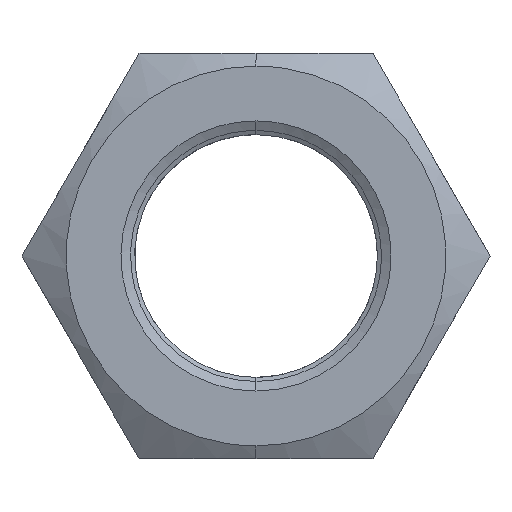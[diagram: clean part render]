
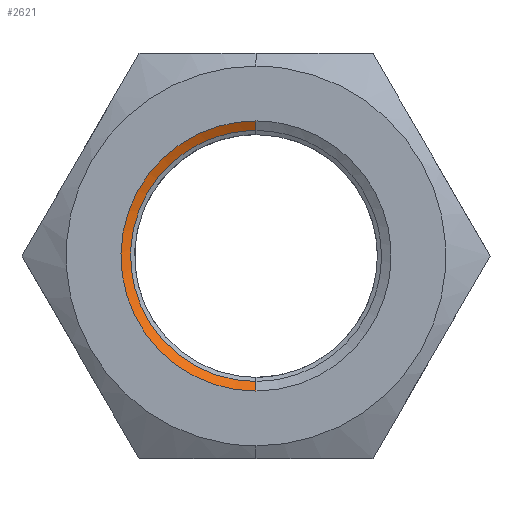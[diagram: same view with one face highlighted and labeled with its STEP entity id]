
A CAD part, left-side view. The second image highlights one B-rep face of the part: STEP entity #2621.
In plain terms, the highlighted free-form (B-spline) face has degree [1, 3] with [2, 4] control points.
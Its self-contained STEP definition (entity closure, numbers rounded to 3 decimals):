
#10 = CARTESIAN_POINT ( 'NONE',  ( 0., 7.19, 3.547 ) ) ;
#25 = CARTESIAN_POINT ( 'NONE',  ( 0., 0., 8. ) ) ;
#61 = CARTESIAN_POINT ( 'NONE',  ( 0.328, 14.863, 7.432 ) ) ;
#190 = EDGE_CURVE ( 'NONE', #3236, #803, #1261, .T. ) ;
#228 = CARTESIAN_POINT ( 'NONE',  ( 0., 0.525, -8. ) ) ;
#297 = CARTESIAN_POINT ( 'NONE',  ( 0., 5.285, -6.028 ) ) ;
#485 = ORIENTED_EDGE ( 'NONE', *, *, #190, .T. ) ;
#537 = VERTEX_POINT ( 'NONE', #3165 ) ;
#575 = CARTESIAN_POINT ( 'NONE',  ( 0., 2.576, -7.592 ) ) ;
#703 = CARTESIAN_POINT ( 'NONE',  ( 0., 6.36, 4.881 ) ) ;
#718 = CARTESIAN_POINT ( 'NONE',  ( 0.328, 0., 7.432 ) ) ;
#750 = CARTESIAN_POINT ( 'NONE',  ( 0., 7.592, 2.576 ) ) ;
#772 = EDGE_LOOP ( 'NONE', ( #2037, #2985, #485, #3923 ) ) ;
#803 = VERTEX_POINT ( 'NONE', #1157 ) ;
#912 = CARTESIAN_POINT ( 'NONE',  ( 0., 3.547, -7.19 ) ) ;
#964 = B_SPLINE_CURVE_WITH_KNOTS ( 'NONE', 1,
 ( #718, #25 ),
 .UNSPECIFIED., .F., .F.,
 ( 2, 2 ),
 ( -1., 0. ),
 .UNSPECIFIED. ) ;
#1157 = CARTESIAN_POINT ( 'NONE',  ( 0.328, 0., 7.432 ) ) ;
#1261 =( BOUNDED_CURVE ( )  B_SPLINE_CURVE ( 3, ( #2118, #3877, #3130, #3517 ),
 .UNSPECIFIED., .F., .T. ) 
 B_SPLINE_CURVE_WITH_KNOTS ( ( 4, 4 ),
 ( -3.142, 0. ),
 .UNSPECIFIED. ) 
 CURVE ( )  GEOMETRIC_REPRESENTATION_ITEM ( )  RATIONAL_B_SPLINE_CURVE ( ( 1., 0.333, 0.333, 1. ) ) 
 REPRESENTATION_ITEM ( '' )  );
#1360 = EDGE_CURVE ( 'NONE', #537, #3236, #1411, .T. ) ;
#1385 = CARTESIAN_POINT ( 'NONE',  ( 0., 5.285, 6.028 ) ) ;
#1409 = CARTESIAN_POINT ( 'NONE',  ( 0., 4.008, 6.944 ) ) ;
#1411 = B_SPLINE_CURVE_WITH_KNOTS ( 'NONE', 1,
 ( #2894, #3603 ),
 .UNSPECIFIED., .F., .F.,
 ( 2, 2 ),
 ( -1., 0. ),
 .UNSPECIFIED. ) ;
#1457 = CARTESIAN_POINT ( 'NONE',  ( 0., 7.592, -2.576 ) ) ;
#1463 = CARTESIAN_POINT ( 'NONE',  ( 0.328, 14.863, -7.432 ) ) ;
#1626 = CARTESIAN_POINT ( 'NONE',  ( 0., 6.944, -4.008 ) ) ;
#1714 = CARTESIAN_POINT ( 'NONE',  ( 0., 7.949, -1.046 ) ) ;
#1825 = VERTEX_POINT ( 'NONE', #2933 ) ;
#2035 =( BOUNDED_SURFACE ( )  B_SPLINE_SURFACE ( 1, 3, ( 
 ( #3210, #61, #1463, #2866 ),
 ( #4369, #2590, #2962, #3984 ) ),
 .UNSPECIFIED., .F., .F., .F. ) 
 B_SPLINE_SURFACE_WITH_KNOTS ( ( 2, 2 ),
 ( 4, 4 ),
 ( 0., 1. ),
 ( 0., 1. ),
 .UNSPECIFIED. ) 
 GEOMETRIC_REPRESENTATION_ITEM ( )  RATIONAL_B_SPLINE_SURFACE ( (
 ( 1., 0.333, 0.333, 1.),
 ( 1., 0.333, 0.333, 1.) ) ) 
 REPRESENTATION_ITEM ( '' )  SURFACE ( )  );
#2037 = ORIENTED_EDGE ( 'NONE', *, *, #2900, .F. ) ;
#2038 = CARTESIAN_POINT ( 'NONE',  ( 0., 2.076, -7.744 ) ) ;
#2118 = CARTESIAN_POINT ( 'NONE',  ( 0.328, 0., -7.432 ) ) ;
#2145 = CARTESIAN_POINT ( 'NONE',  ( 0., 7.949, 1.046 ) ) ;
#2168 = CARTESIAN_POINT ( 'NONE',  ( 0., 2.076, 7.744 ) ) ;
#2281 = EDGE_CURVE ( 'NONE', #803, #1825, #964, .T. ) ;
#2378 = CARTESIAN_POINT ( 'NONE',  ( 0., 1.046, -7.949 ) ) ;
#2465 = CARTESIAN_POINT ( 'NONE',  ( 0., 6.028, 5.285 ) ) ;
#2490 = CARTESIAN_POINT ( 'NONE',  ( 0., 4.881, 6.36 ) ) ;
#2590 = CARTESIAN_POINT ( 'NONE',  ( 0., 16., 8. ) ) ;
#2621 = ADVANCED_FACE ( 'NONE', ( #3188 ), #2035, .T. ) ;
#2683 = CARTESIAN_POINT ( 'NONE',  ( 0., 4.008, -6.944 ) ) ;
#2808 = CARTESIAN_POINT ( 'NONE',  ( 0., 1.046, 7.949 ) ) ;
#2858 = CARTESIAN_POINT ( 'NONE',  ( 0., 2.576, 7.592 ) ) ;
#2866 = CARTESIAN_POINT ( 'NONE',  ( 0.328, 0., -7.432 ) ) ;
#2894 = CARTESIAN_POINT ( 'NONE',  ( 0., 0., -8. ) ) ;
#2900 = EDGE_CURVE ( 'NONE', #537, #1825, #3272, .T. ) ;
#2933 = CARTESIAN_POINT ( 'NONE',  ( 0., 0., 8. ) ) ;
#2962 = CARTESIAN_POINT ( 'NONE',  ( 0., 16., -8. ) ) ;
#2985 = ORIENTED_EDGE ( 'NONE', *, *, #1360, .T. ) ;
#3031 = CARTESIAN_POINT ( 'NONE',  ( 0., 7.19, -3.547 ) ) ;
#3130 = CARTESIAN_POINT ( 'NONE',  ( 0.328, 14.863, 7.432 ) ) ;
#3135 = CARTESIAN_POINT ( 'NONE',  ( 0., 7.744, -2.076 ) ) ;
#3157 = CARTESIAN_POINT ( 'NONE',  ( 0., 8., -0.525 ) ) ;
#3165 = CARTESIAN_POINT ( 'NONE',  ( 0., 0., -8. ) ) ;
#3188 = FACE_OUTER_BOUND ( 'NONE', #772, .T. ) ;
#3210 = CARTESIAN_POINT ( 'NONE',  ( 0.328, 0., 7.432 ) ) ;
#3236 = VERTEX_POINT ( 'NONE', #3677 ) ;
#3272 = B_SPLINE_CURVE_WITH_KNOTS ( 'NONE', 3,
 ( #4459, #228, #2378, #2038, #575, #912, #2683, #3777, #297, #3711, #4137, #1626, #3031, #1457, #3135, #1714, #3157, #4178, #2145, #3859, #750, #10, #3813, #703, #2465, #1385, #2490, #1409, #3569, #2858, #2168, #2808, #4521, #3882 ),
 .UNSPECIFIED., .F., .F.,
 ( 4, 2, 2, 2, 2, 2, 2, 2, 2, 2, 2, 2, 2, 2, 2, 2, 4 ),
 ( 0., 0.196, 0.393, 0.589, 0.785, 0.982, 1.178, 1.374, 1.571, 1.767, 1.963, 2.16, 2.356, 2.553, 2.749, 2.945, 3.142 ),
 .UNSPECIFIED. ) ;
#3517 = CARTESIAN_POINT ( 'NONE',  ( 0.328, 0., 7.432 ) ) ;
#3569 = CARTESIAN_POINT ( 'NONE',  ( 0., 3.547, 7.19 ) ) ;
#3603 = CARTESIAN_POINT ( 'NONE',  ( 0.328, 0., -7.432 ) ) ;
#3677 = CARTESIAN_POINT ( 'NONE',  ( 0.328, 0., -7.432 ) ) ;
#3711 = CARTESIAN_POINT ( 'NONE',  ( 0., 6.028, -5.285 ) ) ;
#3777 = CARTESIAN_POINT ( 'NONE',  ( 0., 4.881, -6.36 ) ) ;
#3813 = CARTESIAN_POINT ( 'NONE',  ( 0., 6.944, 4.008 ) ) ;
#3859 = CARTESIAN_POINT ( 'NONE',  ( 0., 7.744, 2.076 ) ) ;
#3877 = CARTESIAN_POINT ( 'NONE',  ( 0.328, 14.863, -7.432 ) ) ;
#3882 = CARTESIAN_POINT ( 'NONE',  ( 0., 0., 8. ) ) ;
#3923 = ORIENTED_EDGE ( 'NONE', *, *, #2281, .T. ) ;
#3984 = CARTESIAN_POINT ( 'NONE',  ( 0., 0., -8. ) ) ;
#4137 = CARTESIAN_POINT ( 'NONE',  ( 0., 6.36, -4.881 ) ) ;
#4178 = CARTESIAN_POINT ( 'NONE',  ( 0., 8., 0.525 ) ) ;
#4369 = CARTESIAN_POINT ( 'NONE',  ( 0., 0., 8. ) ) ;
#4459 = CARTESIAN_POINT ( 'NONE',  ( 0., 0., -8. ) ) ;
#4521 = CARTESIAN_POINT ( 'NONE',  ( 0., 0.525, 8. ) ) ;
